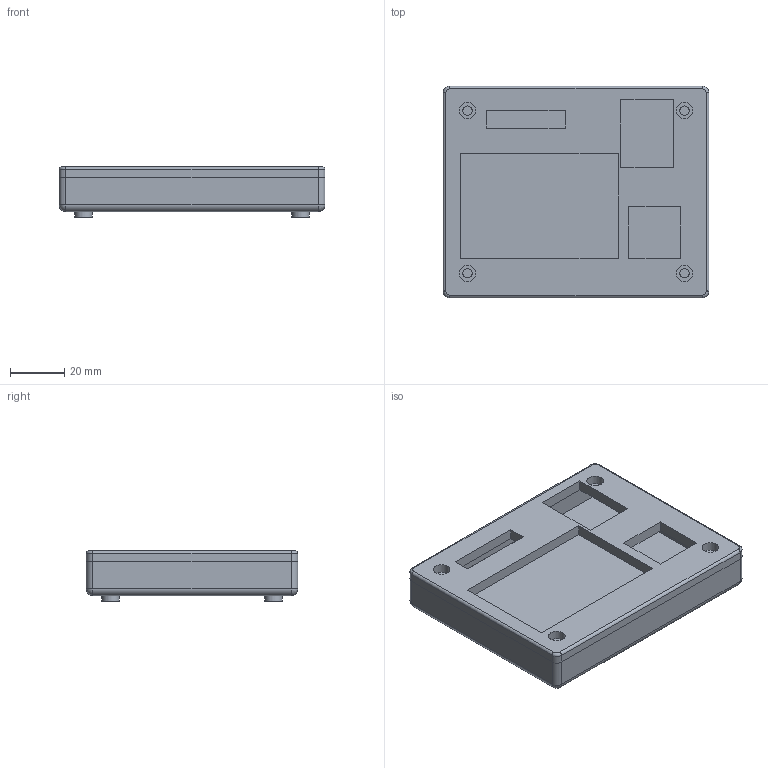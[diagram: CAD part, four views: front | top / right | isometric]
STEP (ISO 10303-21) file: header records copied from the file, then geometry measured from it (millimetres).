
FILE_DESCRIPTION(('FreeCAD Model'),'2;1');
FILE_NAME('Open CASCADE Shape Model','2024-10-20T16:01:46',(''),(''), 'Open CASCADE STEP processor 7.6','FreeCAD','Unknown');
FILE_SCHEMA(('AUTOMOTIVE_DESIGN { 1 0 10303 214 1 1 1 1 }'));
Length unit declared in the file: millimetre
Products named in the file (4): oakpad; PCB; Cover; Base
Assembly tree (3 placements, depth 2):
  oakpad
    PCB
    Cover
    Base
Bounding box: 98 x 78 x 18.5 mm (x, y, z)
Volume: 53893.3 mm3; surface area: 47523.5 mm2
Topology: 3 solids, 3 shells, 107 faces, 228 edges, 144 vertices
Faces by surface type: plane 55, cylinder 44, torus 4, sphere 4
Full cylindrical faces by diameter (mm): 3.4 x12, 5.4 x4, 6.1 x4, 6.4 x4, 7.4 x4
Entity records: 6247 total; most frequent: CARTESIAN_POINT 1325, DIRECTION 951, LINE 528, VECTOR 528, ORIENTED_EDGE 456, PCURVE 456, DEFINITIONAL_REPRESENTATION 456, EDGE_CURVE 228
